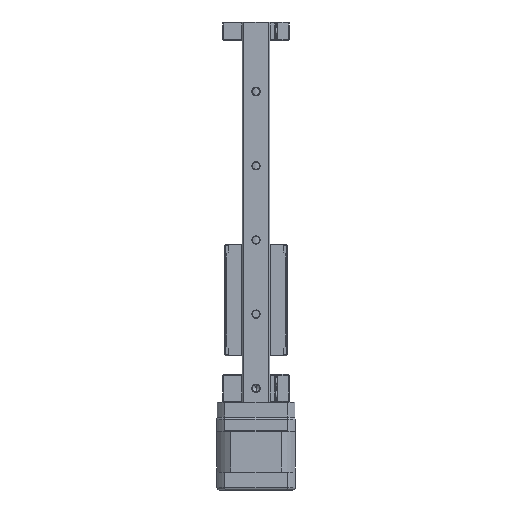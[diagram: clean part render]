
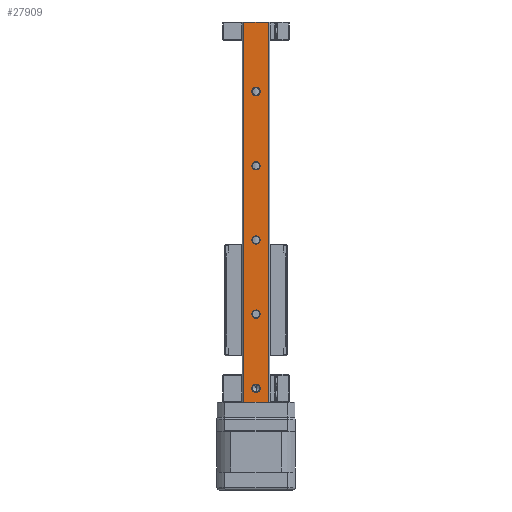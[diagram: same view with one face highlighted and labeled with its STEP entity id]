
A CAD part, front view. The second image highlights one B-rep face of the part: STEP entity #27909.
In plain terms, the highlighted planar face has unit normal (0, -1, 0).
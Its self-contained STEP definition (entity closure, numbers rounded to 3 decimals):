
#202 = CARTESIAN_POINT ( 'NONE',  ( 1.082, -17.875, 36. ) ) ;
#987 = VERTEX_POINT ( 'NONE', #34785 ) ;
#1456 = ORIENTED_EDGE ( 'NONE', *, *, #44562, .T. ) ;
#1643 = CARTESIAN_POINT ( 'NONE',  ( 1.082, -17.875, 36. ) ) ;
#1976 = VERTEX_POINT ( 'NONE', #17296 ) ;
#2690 = EDGE_CURVE ( 'NONE', #40235, #22264, #23455, .T. ) ;
#2699 = DIRECTION ( 'NONE',  ( 1., 0., 0. ) ) ;
#2775 = FACE_BOUND ( 'NONE', #54171, .T. ) ;
#2984 = DIRECTION ( 'NONE',  ( 0., 1., 0. ) ) ;
#3467 = VERTEX_POINT ( 'NONE', #14473 ) ;
#4333 = FACE_BOUND ( 'NONE', #57654, .T. ) ;
#5123 = CIRCLE ( 'NONE', #8173, 2.25 ) ;
#5221 = DIRECTION ( 'NONE',  ( 1., 0., 0. ) ) ;
#6175 = VECTOR ( 'NONE', #56340, 1000. ) ;
#6289 = EDGE_LOOP ( 'NONE', ( #10431, #50973, #50996, #18435 ) ) ;
#6678 = DIRECTION ( 'NONE',  ( 1., 0., 0. ) ) ;
#6988 = DIRECTION ( 'NONE',  ( 0., 1., 0. ) ) ;
#7010 = ORIENTED_EDGE ( 'NONE', *, *, #19083, .T. ) ;
#7587 = EDGE_CURVE ( 'NONE', #987, #3467, #15822, .T. ) ;
#7662 = PLANE ( 'NONE',  #59150 ) ;
#7781 = DIRECTION ( 'NONE',  ( 0., 1., 0. ) ) ;
#8173 = AXIS2_PLACEMENT_3D ( 'NONE', #12435, #47479, #17431 ) ;
#8667 = EDGE_CURVE ( 'NONE', #40547, #16343, #27477, .T. ) ;
#10431 = ORIENTED_EDGE ( 'NONE', *, *, #32712, .F. ) ;
#10855 = ORIENTED_EDGE ( 'NONE', *, *, #60630, .T. ) ;
#11484 = DIRECTION ( 'NONE',  ( -1., 0., 0. ) ) ;
#12062 = CARTESIAN_POINT ( 'NONE',  ( -1.168, -17.875, 76. ) ) ;
#12435 = CARTESIAN_POINT ( 'NONE',  ( 1.082, -17.875, 196. ) ) ;
#14012 = EDGE_CURVE ( 'NONE', #22991, #37530, #49104, .T. ) ;
#14189 = DIRECTION ( 'NONE',  ( 0., 1., 0. ) ) ;
#14424 = EDGE_CURVE ( 'NONE', #3467, #987, #5123, .T. ) ;
#14473 = CARTESIAN_POINT ( 'NONE',  ( -1.168, -17.875, 196. ) ) ;
#15029 = CARTESIAN_POINT ( 'NONE',  ( -5.618, -17.875, 233.5 ) ) ;
#15822 = CIRCLE ( 'NONE', #33844, 2.25 ) ;
#15998 = LINE ( 'NONE', #15029, #49712 ) ;
#16086 = FACE_BOUND ( 'NONE', #20872, .T. ) ;
#16343 = VERTEX_POINT ( 'NONE', #12062 ) ;
#16675 = CARTESIAN_POINT ( 'NONE',  ( -5.618, -17.875, 28.5 ) ) ;
#17296 = CARTESIAN_POINT ( 'NONE',  ( 3.332, -17.875, 156. ) ) ;
#17431 = DIRECTION ( 'NONE',  ( 1., 0., 0. ) ) ;
#17710 = DIRECTION ( 'NONE',  ( 0., -1., 0. ) ) ;
#18435 = ORIENTED_EDGE ( 'NONE', *, *, #20534, .T. ) ;
#18780 = AXIS2_PLACEMENT_3D ( 'NONE', #32974, #2984, #38035 ) ;
#19083 = EDGE_CURVE ( 'NONE', #16343, #40547, #43990, .T. ) ;
#19287 = ORIENTED_EDGE ( 'NONE', *, *, #29272, .T. ) ;
#20534 = EDGE_CURVE ( 'NONE', #26153, #44399, #15998, .T. ) ;
#20872 = EDGE_LOOP ( 'NONE', ( #49379, #19287 ) ) ;
#22264 = VERTEX_POINT ( 'NONE', #35456 ) ;
#22639 = CIRCLE ( 'NONE', #46417, 2.25 ) ;
#22666 = LINE ( 'NONE', #16675, #6175 ) ;
#22991 = VERTEX_POINT ( 'NONE', #25995 ) ;
#23455 = CIRCLE ( 'NONE', #33654, 2.25 ) ;
#23615 = AXIS2_PLACEMENT_3D ( 'NONE', #62722, #32691, #2699 ) ;
#24923 = CARTESIAN_POINT ( 'NONE',  ( 3.332, -17.875, 76. ) ) ;
#25333 = AXIS2_PLACEMENT_3D ( 'NONE', #56202, #26228, #61248 ) ;
#25995 = CARTESIAN_POINT ( 'NONE',  ( -1.168, -17.875, 36. ) ) ;
#26153 = VERTEX_POINT ( 'NONE', #51720 ) ;
#26228 = DIRECTION ( 'NONE',  ( 0., 1., 0. ) ) ;
#27477 = CIRCLE ( 'NONE', #18780, 2.25 ) ;
#27597 = CARTESIAN_POINT ( 'NONE',  ( -5.618, -17.875, 233.5 ) ) ;
#27909 = ADVANCED_FACE ( 'NONE', ( #4333, #30980, #42765, #29434, #16086, #2775 ), #7662, .T. ) ;
#29166 = CARTESIAN_POINT ( 'NONE',  ( 1.082, -17.875, 156. ) ) ;
#29272 = EDGE_CURVE ( 'NONE', #1976, #41827, #58279, .T. ) ;
#29434 = FACE_BOUND ( 'NONE', #32317, .T. ) ;
#30855 = CARTESIAN_POINT ( 'NONE',  ( 7.782, -17.875, 233.5 ) ) ;
#30980 = FACE_OUTER_BOUND ( 'NONE', #6289, .T. ) ;
#31381 = CARTESIAN_POINT ( 'NONE',  ( -5.618, -17.875, 233.5 ) ) ;
#32317 = EDGE_LOOP ( 'NONE', ( #10855, #43415 ) ) ;
#32691 = DIRECTION ( 'NONE',  ( 0., 1., 0. ) ) ;
#32712 = EDGE_CURVE ( 'NONE', #60269, #44399, #22666, .T. ) ;
#32974 = CARTESIAN_POINT ( 'NONE',  ( 1.082, -17.875, 76. ) ) ;
#33654 = AXIS2_PLACEMENT_3D ( 'NONE', #44194, #14189, #49233 ) ;
#33844 = AXIS2_PLACEMENT_3D ( 'NONE', #36979, #6988, #42023 ) ;
#34198 = DIRECTION ( 'NONE',  ( 1., 0., 0. ) ) ;
#34316 = ORIENTED_EDGE ( 'NONE', *, *, #14012, .T. ) ;
#34785 = CARTESIAN_POINT ( 'NONE',  ( 3.332, -17.875, 196. ) ) ;
#35237 = DIRECTION ( 'NONE',  ( 0., 1., 0. ) ) ;
#35456 = CARTESIAN_POINT ( 'NONE',  ( -1.168, -17.875, 116. ) ) ;
#36258 = CIRCLE ( 'NONE', #25333, 2.25 ) ;
#36685 = DIRECTION ( 'NONE',  ( 0., 1., 0. ) ) ;
#36851 = VECTOR ( 'NONE', #39639, 1000. ) ;
#36979 = CARTESIAN_POINT ( 'NONE',  ( 1.082, -17.875, 196. ) ) ;
#37019 = EDGE_LOOP ( 'NONE', ( #34316, #1456 ) ) ;
#37478 = CARTESIAN_POINT ( 'NONE',  ( 3.332, -17.875, 36. ) ) ;
#37530 = VERTEX_POINT ( 'NONE', #37478 ) ;
#37783 = CARTESIAN_POINT ( 'NONE',  ( 1.082, -17.875, 76. ) ) ;
#37879 = VERTEX_POINT ( 'NONE', #30855 ) ;
#38035 = DIRECTION ( 'NONE',  ( 1., 0., 0. ) ) ;
#39159 = EDGE_CURVE ( 'NONE', #37879, #60269, #63530, .T. ) ;
#39639 = DIRECTION ( 'NONE',  ( 0., 0., -1. ) ) ;
#40235 = VERTEX_POINT ( 'NONE', #62836 ) ;
#40547 = VERTEX_POINT ( 'NONE', #24923 ) ;
#40984 = CARTESIAN_POINT ( 'NONE',  ( -5.618, -17.875, 28.5 ) ) ;
#41491 = CARTESIAN_POINT ( 'NONE',  ( -1.168, -17.875, 156. ) ) ;
#41827 = VERTEX_POINT ( 'NONE', #41491 ) ;
#42023 = DIRECTION ( 'NONE',  ( 1., 0., 0. ) ) ;
#42765 = FACE_BOUND ( 'NONE', #37019, .T. ) ;
#42833 = DIRECTION ( 'NONE',  ( 1., 0., 0. ) ) ;
#43415 = ORIENTED_EDGE ( 'NONE', *, *, #2690, .T. ) ;
#43990 = CIRCLE ( 'NONE', #63331, 2.25 ) ;
#44194 = CARTESIAN_POINT ( 'NONE',  ( 1.082, -17.875, 116. ) ) ;
#44399 = VERTEX_POINT ( 'NONE', #40984 ) ;
#44562 = EDGE_CURVE ( 'NONE', #37530, #22991, #48661, .T. ) ;
#46262 = LINE ( 'NONE', #31381, #58017 ) ;
#46417 = AXIS2_PLACEMENT_3D ( 'NONE', #29166, #64233, #34198 ) ;
#47479 = DIRECTION ( 'NONE',  ( 0., 1., 0. ) ) ;
#48400 = CARTESIAN_POINT ( 'NONE',  ( 7.782, -17.875, 28.5 ) ) ;
#48661 = CIRCLE ( 'NONE', #61255, 2.25 ) ;
#49104 = CIRCLE ( 'NONE', #57634, 2.25 ) ;
#49233 = DIRECTION ( 'NONE',  ( 1., 0., 0. ) ) ;
#49379 = ORIENTED_EDGE ( 'NONE', *, *, #63456, .T. ) ;
#49712 = VECTOR ( 'NONE', #55096, 1000. ) ;
#50973 = ORIENTED_EDGE ( 'NONE', *, *, #39159, .F. ) ;
#50996 = ORIENTED_EDGE ( 'NONE', *, *, #62370, .T. ) ;
#51720 = CARTESIAN_POINT ( 'NONE',  ( -5.618, -17.875, 233.5 ) ) ;
#52787 = DIRECTION ( 'NONE',  ( -1., 0., 0. ) ) ;
#53219 = ORIENTED_EDGE ( 'NONE', *, *, #7587, .T. ) ;
#54171 = EDGE_LOOP ( 'NONE', ( #64712, #53219 ) ) ;
#55096 = DIRECTION ( 'NONE',  ( 0., 0., -1. ) ) ;
#56202 = CARTESIAN_POINT ( 'NONE',  ( 1.082, -17.875, 116. ) ) ;
#56340 = DIRECTION ( 'NONE',  ( -1., 0., 0. ) ) ;
#57634 = AXIS2_PLACEMENT_3D ( 'NONE', #1643, #36685, #6678 ) ;
#57654 = EDGE_LOOP ( 'NONE', ( #7010, #59756 ) ) ;
#58017 = VECTOR ( 'NONE', #11484, 1000. ) ;
#58279 = CIRCLE ( 'NONE', #23615, 2.25 ) ;
#59150 = AXIS2_PLACEMENT_3D ( 'NONE', #27597, #17710, #52787 ) ;
#59756 = ORIENTED_EDGE ( 'NONE', *, *, #8667, .T. ) ;
#60269 = VERTEX_POINT ( 'NONE', #48400 ) ;
#60630 = EDGE_CURVE ( 'NONE', #22264, #40235, #36258, .T. ) ;
#61248 = DIRECTION ( 'NONE',  ( 1., 0., 0. ) ) ;
#61255 = AXIS2_PLACEMENT_3D ( 'NONE', #202, #35237, #5221 ) ;
#62370 = EDGE_CURVE ( 'NONE', #37879, #26153, #46262, .T. ) ;
#62722 = CARTESIAN_POINT ( 'NONE',  ( 1.082, -17.875, 156. ) ) ;
#62836 = CARTESIAN_POINT ( 'NONE',  ( 3.332, -17.875, 116. ) ) ;
#63331 = AXIS2_PLACEMENT_3D ( 'NONE', #37783, #7781, #42833 ) ;
#63456 = EDGE_CURVE ( 'NONE', #41827, #1976, #22639, .T. ) ;
#63530 = LINE ( 'NONE', #64625, #36851 ) ;
#64233 = DIRECTION ( 'NONE',  ( 0., 1., 0. ) ) ;
#64625 = CARTESIAN_POINT ( 'NONE',  ( 7.782, -17.875, 233.5 ) ) ;
#64712 = ORIENTED_EDGE ( 'NONE', *, *, #14424, .T. ) ;
